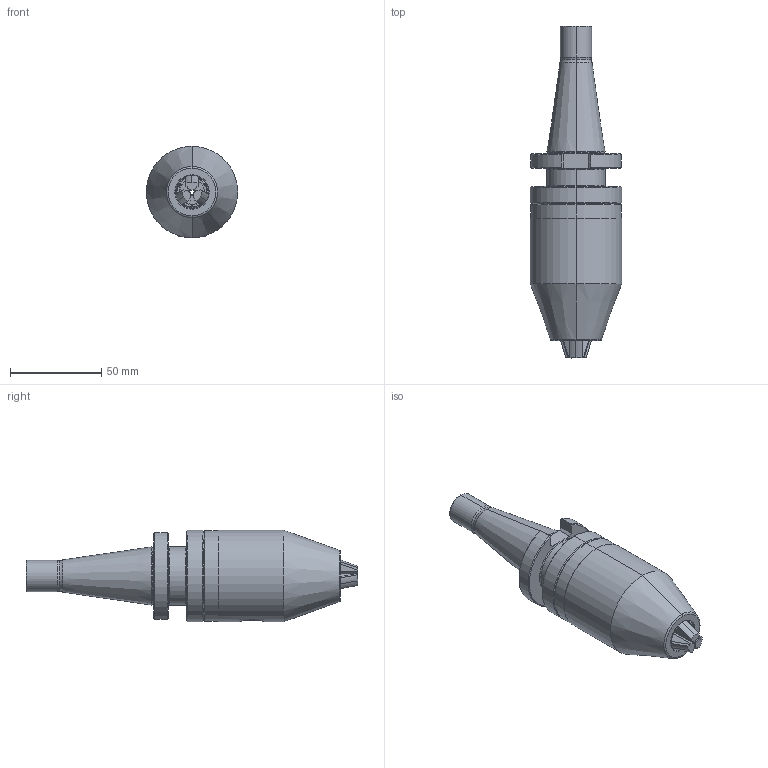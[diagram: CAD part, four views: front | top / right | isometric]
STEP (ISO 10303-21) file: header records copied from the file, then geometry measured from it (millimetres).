
FILE_DESCRIPTION (( 'STEP AP214' ), '1' );
FILE_NAME ('BF2NTF094A004A.STEP', '2020-03-25T03:40:08', ( '' ), ( '' ), 'SwSTEP 2.0', 'SolidWorks 2017', '' );
FILE_SCHEMA (( 'AUTOMOTIVE_DESIGN' ));
Length unit declared in the file: millimetre
Products named in the file (13): SB018001; BB13313030001A; BB13316020101A; KR029096; BB13313080001A; BB13316010001A; BB13313060101A-; BB13313090001A; F09415-01A; BA13316100001A; BB13316040001A; BB13313050001A-; BF2NTF094A004A
Assembly tree (14 placements, depth 3):
  BF2NTF094A004A
    F09415-01A
    BA13316100001A
      BB13316010001A
      BB13316020101A
      BB13316040001A
      BB13313090001A
      BB13313050001A-
      BB13313060101A-
      BB13313080001A
      SB018001
      KR029096
      BB13313030001A  x3
Bounding box: 50.1 x 181.98 x 50.1 mm (x, y, z)
Volume: 163998.4 mm3; surface area: 70881.2 mm2
Topology: 13 solids, 13 shells, 976 faces, 2607 edges, 1652 vertices
Faces by surface type: cylinder 347, plane 295, cone 228, torus 96, bspline 10
Entity records: 37097 total; most frequent: CARTESIAN_POINT 14916, ORIENTED_EDGE 4934, DIRECTION 4078, EDGE_CURVE 2467, AXIS2_PLACEMENT_3D 1687, VERTEX_POINT 1574, EDGE_LOOP 979, FACE_OUTER_BOUND 928
